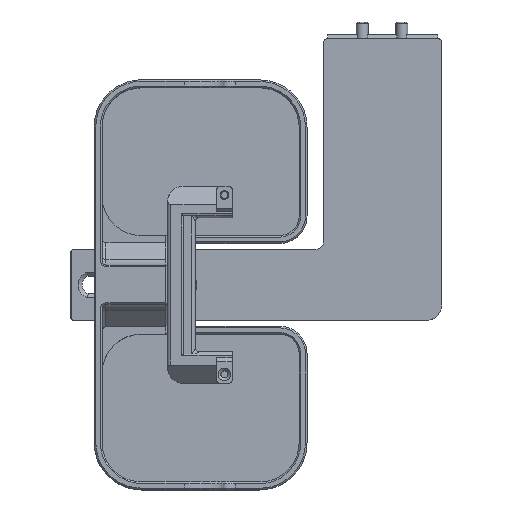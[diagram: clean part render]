
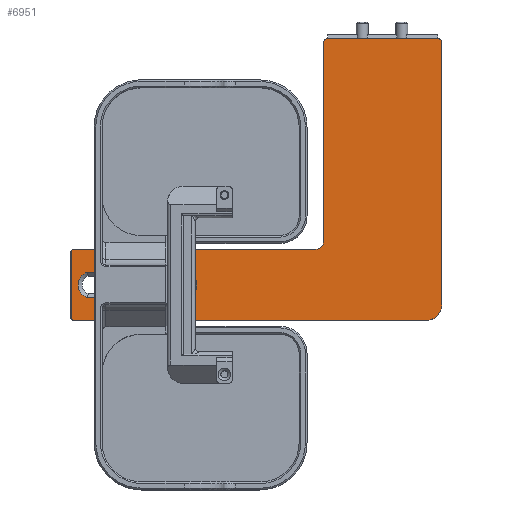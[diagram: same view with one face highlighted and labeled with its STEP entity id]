
A CAD part, top view. The second image highlights one B-rep face of the part: STEP entity #6951.
In plain terms, the highlighted face is planar.
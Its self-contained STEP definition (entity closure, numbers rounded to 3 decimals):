
#270=FACE_BOUND('',#1070,.T.);
#381=PLANE('',#7563);
#635=FACE_OUTER_BOUND('',#1069,.T.);
#1069=EDGE_LOOP('',(#5064,#5065,#5066,#5067,#5068,#5069,#5070,#5071,#5072,
#5073,#5074,#5075));
#1070=EDGE_LOOP('',(#5076,#5077,#5078,#5079));
#1502=LINE('',#10617,#2108);
#1514=LINE('',#10710,#2120);
#1533=LINE('',#10876,#2139);
#1558=LINE('',#10950,#2164);
#1561=LINE('',#10957,#2167);
#1563=LINE('',#10963,#2169);
#1566=LINE('',#10969,#2172);
#1567=LINE('',#10973,#2173);
#2108=VECTOR('',#8430,10.);
#2120=VECTOR('',#8508,10.);
#2139=VECTOR('',#8601,10.);
#2164=VECTOR('',#8682,10.);
#2167=VECTOR('',#8691,10.);
#2169=VECTOR('',#8699,10.);
#2172=VECTOR('',#8704,10.);
#2173=VECTOR('',#8707,10.);
#2688=CIRCLE('',#7463,4.);
#2692=CIRCLE('',#7473,1.);
#2699=CIRCLE('',#7486,1.);
#2702=CIRCLE('',#7493,2.);
#2730=CIRCLE('',#7554,3.4);
#2731=CIRCLE('',#7558,3.25);
#2732=CIRCLE('',#7564,1.);
#2733=CIRCLE('',#7565,1.);
#3034=VERTEX_POINT('',#10614);
#3035=VERTEX_POINT('',#10616);
#3040=VERTEX_POINT('',#10628);
#3044=VERTEX_POINT('',#10644);
#3046=VERTEX_POINT('',#10647);
#3055=VERTEX_POINT('',#10699);
#3058=VERTEX_POINT('',#10709);
#3059=VERTEX_POINT('',#10713);
#3101=VERTEX_POINT('',#10943);
#3102=VERTEX_POINT('',#10945);
#3103=VERTEX_POINT('',#10949);
#3104=VERTEX_POINT('',#10953);
#3105=VERTEX_POINT('',#10962);
#3107=VERTEX_POINT('',#10968);
#3108=VERTEX_POINT('',#10970);
#3109=VERTEX_POINT('',#10972);
#3715=EDGE_CURVE('',#3034,#3035,#1502,.T.);
#3722=EDGE_CURVE('',#3034,#3040,#2688,.T.);
#3730=EDGE_CURVE('',#3046,#3044,#2692,.T.);
#3744=EDGE_CURVE('',#3055,#3035,#2699,.T.);
#3749=EDGE_CURVE('',#3046,#3058,#1514,.T.);
#3751=EDGE_CURVE('',#3059,#3058,#2702,.T.);
#3792=EDGE_CURVE('',#3044,#3055,#1533,.T.);
#3827=EDGE_CURVE('',#3102,#3101,#2730,.T.);
#3829=EDGE_CURVE('',#3101,#3103,#1558,.T.);
#3832=EDGE_CURVE('',#3103,#3104,#2731,.T.);
#3833=EDGE_CURVE('',#3104,#3102,#1561,.T.);
#3835=EDGE_CURVE('',#3059,#3105,#1563,.T.);
#3838=EDGE_CURVE('',#3040,#3107,#1566,.T.);
#3839=EDGE_CURVE('',#3107,#3108,#2732,.T.);
#3840=EDGE_CURVE('',#3108,#3109,#1567,.T.);
#3841=EDGE_CURVE('',#3109,#3105,#2733,.T.);
#5064=ORIENTED_EDGE('',*,*,#3838,.T.);
#5065=ORIENTED_EDGE('',*,*,#3839,.T.);
#5066=ORIENTED_EDGE('',*,*,#3840,.T.);
#5067=ORIENTED_EDGE('',*,*,#3841,.T.);
#5068=ORIENTED_EDGE('',*,*,#3835,.F.);
#5069=ORIENTED_EDGE('',*,*,#3751,.T.);
#5070=ORIENTED_EDGE('',*,*,#3749,.F.);
#5071=ORIENTED_EDGE('',*,*,#3730,.T.);
#5072=ORIENTED_EDGE('',*,*,#3792,.T.);
#5073=ORIENTED_EDGE('',*,*,#3744,.T.);
#5074=ORIENTED_EDGE('',*,*,#3715,.F.);
#5075=ORIENTED_EDGE('',*,*,#3722,.T.);
#5076=ORIENTED_EDGE('',*,*,#3829,.T.);
#5077=ORIENTED_EDGE('',*,*,#3832,.T.);
#5078=ORIENTED_EDGE('',*,*,#3833,.T.);
#5079=ORIENTED_EDGE('',*,*,#3827,.T.);
#6951=ADVANCED_FACE('',(#635,#270),#381,.F.);
#7463=AXIS2_PLACEMENT_3D('',#10630,#8442,#8443);
#7473=AXIS2_PLACEMENT_3D('',#10648,#8464,#8465);
#7486=AXIS2_PLACEMENT_3D('',#10700,#8495,#8496);
#7493=AXIS2_PLACEMENT_3D('',#10714,#8512,#8513);
#7554=AXIS2_PLACEMENT_3D('',#10946,#8676,#8677);
#7558=AXIS2_PLACEMENT_3D('',#10955,#8687,#8688);
#7563=AXIS2_PLACEMENT_3D('',#10967,#8702,#8703);
#7564=AXIS2_PLACEMENT_3D('',#10971,#8705,#8706);
#7565=AXIS2_PLACEMENT_3D('',#10974,#8708,#8709);
#8430=DIRECTION('',(0.,1.,0.));
#8442=DIRECTION('center_axis',(0.,0.,-1.));
#8443=DIRECTION('ref_axis',(0.707,-0.707,0.));
#8464=DIRECTION('center_axis',(0.,0.,-1.));
#8465=DIRECTION('ref_axis',(-0.707,0.707,0.));
#8495=DIRECTION('center_axis',(0.,0.,-1.));
#8496=DIRECTION('ref_axis',(0.707,0.707,0.));
#8508=DIRECTION('',(0.,-1.,0.));
#8512=DIRECTION('center_axis',(0.,0.,1.));
#8513=DIRECTION('ref_axis',(0.707,-0.707,0.));
#8601=DIRECTION('',(1.,0.,0.));
#8676=DIRECTION('center_axis',(0.,0.,1.));
#8677=DIRECTION('ref_axis',(1.,0.,0.));
#8682=DIRECTION('',(0.,-1.,0.));
#8687=DIRECTION('center_axis',(0.,0.,1.));
#8688=DIRECTION('ref_axis',(1.,0.,0.));
#8691=DIRECTION('',(0.,1.,0.));
#8699=DIRECTION('',(-1.,0.,0.));
#8702=DIRECTION('center_axis',(0.,0.,1.));
#8703=DIRECTION('ref_axis',(0.,1.,0.));
#8704=DIRECTION('',(-1.,0.,0.));
#8705=DIRECTION('center_axis',(0.,0.,-1.));
#8706=DIRECTION('ref_axis',(-0.707,-0.707,0.));
#8707=DIRECTION('',(0.,1.,0.));
#8708=DIRECTION('center_axis',(0.,0.,
-1.));
#8709=DIRECTION('ref_axis',(-0.707,0.707,0.));
#10614=CARTESIAN_POINT('',(-115.,228.8,235.));
#10616=CARTESIAN_POINT('',(-115.,318.1,235.));
#10617=CARTESIAN_POINT('',(-115.,234.8,235.));
#10628=CARTESIAN_POINT('',(-119.,224.8,235.));
#10630=CARTESIAN_POINT('Origin',(-119.,228.8,235.));
#10644=CARTESIAN_POINT('',(-132.8,318.7,235.));
#10647=CARTESIAN_POINT('',(-133.,318.1,235.));
#10648=CARTESIAN_POINT('Origin',(-132.,318.1,235.));
#10699=CARTESIAN_POINT('',(-115.2,318.7,235.));
#10700=CARTESIAN_POINT('Origin',(-116.,318.1,235.));
#10709=CARTESIAN_POINT('',(-133.,256.8,235.));
#10710=CARTESIAN_POINT('',(-133.,263.625,235.));
#10713=CARTESIAN_POINT('',(-135.,254.8,235.));
#10714=CARTESIAN_POINT('Origin',(-135.,256.8,235.));
#10876=CARTESIAN_POINT('',(-124.,318.7,235.));
#10943=CARTESIAN_POINT('',(-127.25,314.649,235.));
#10945=CARTESIAN_POINT('',(-120.75,314.649,235.));
#10946=CARTESIAN_POINT('Origin',(-124.,313.65,235.));
#10949=CARTESIAN_POINT('',(-127.25,290.2,235.));
#10950=CARTESIAN_POINT('',(-127.25,279.546,235.));
#10953=CARTESIAN_POINT('',(-120.75,290.2,235.));
#10955=CARTESIAN_POINT('Origin',(-124.,290.2,235.));
#10957=CARTESIAN_POINT('',(-120.75,270.5,235.));
#10962=CARTESIAN_POINT('',(-185.5,254.8,235.));
#10963=CARTESIAN_POINT('',(-137.5,254.8,235.));
#10967=CARTESIAN_POINT('Origin',(-146.5,240.8,235.));
#10968=CARTESIAN_POINT('',(-185.5,224.8,235.));
#10969=CARTESIAN_POINT('',(-137.5,224.8,235.));
#10970=CARTESIAN_POINT('',(-186.5,225.8,235.));
#10971=CARTESIAN_POINT('Origin',(-185.5,225.8,235.));
#10972=CARTESIAN_POINT('',(-186.5,253.8,235.));
#10973=CARTESIAN_POINT('',(-186.5,234.8,235.));
#10974=CARTESIAN_POINT('Origin',(-185.5,253.8,235.));
